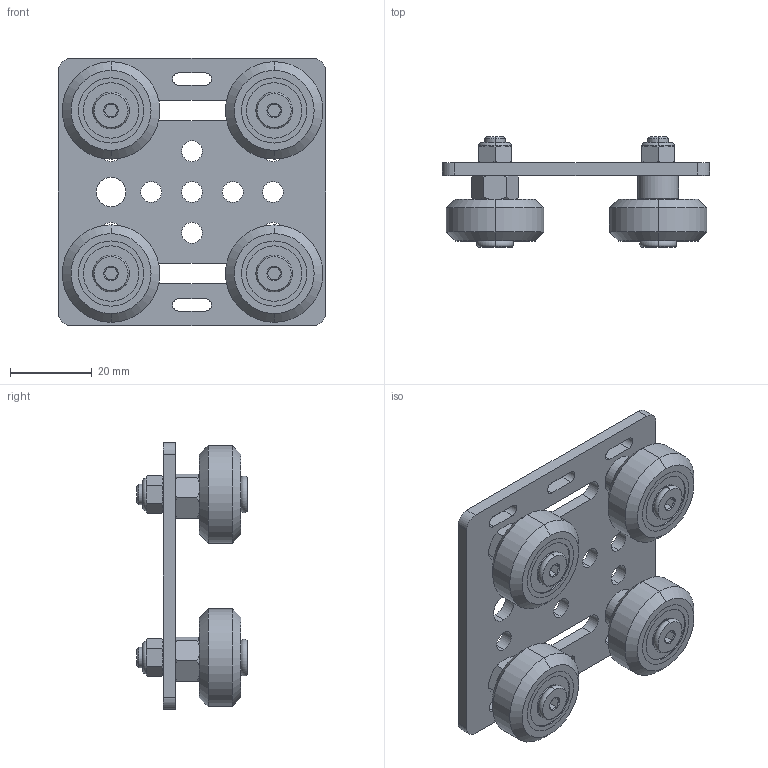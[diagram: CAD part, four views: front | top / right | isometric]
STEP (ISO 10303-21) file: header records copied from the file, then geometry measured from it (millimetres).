
FILE_DESCRIPTION (( 'STEP AP214' ), '1' );
FILE_NAME ('V-Slot Gantry Kit - 20mm.STEP', '2025-04-26T14:03:56', ( '' ), ( '' ), 'SwSTEP 2.0', 'SolidWorks 2024', '' );
FILE_SCHEMA (( 'AUTOMOTIVE_DESIGN' ));
Length unit declared in the file: millimetre
Products named in the file (1): V-Slot Gantry Kit - 20mm
Bounding box: 65.5 x 27 x 65.5 mm (x, y, z)
Volume: 31048.9 mm3; surface area: 27498.4 mm2
Topology: 29 solids, 29 shells, 590 faces, 1302 edges, 828 vertices
Faces by surface type: cylinder 242, plane 196, cone 136, torus 16
Entity records: 16681 total; most frequent: CARTESIAN_POINT 3057, DIRECTION 2976, ORIENTED_EDGE 2604, EDGE_CURVE 1302, AXIS2_PLACEMENT_3D 1251, VERTEX_POINT 828, EDGE_LOOP 742, CIRCLE 660
